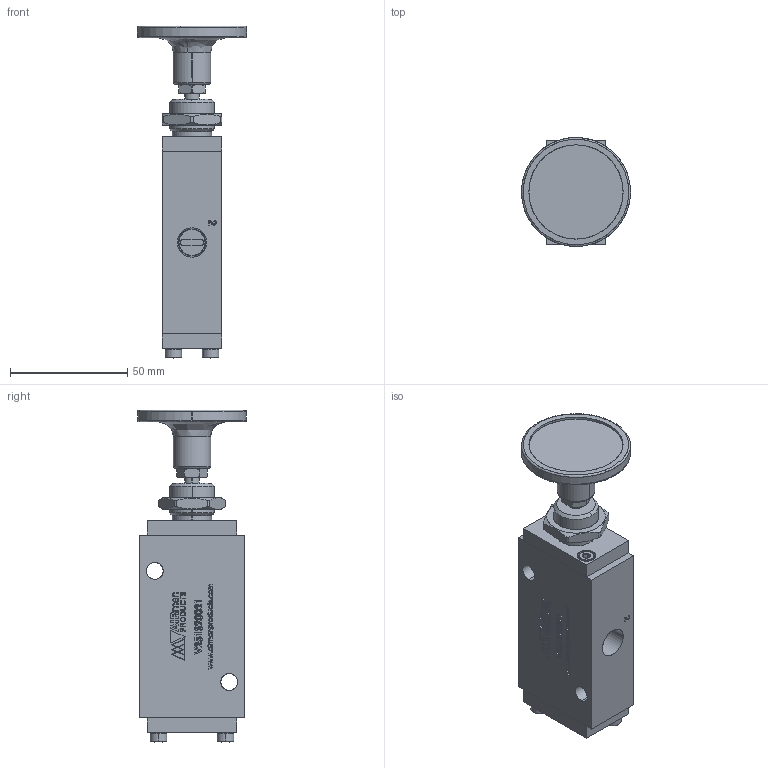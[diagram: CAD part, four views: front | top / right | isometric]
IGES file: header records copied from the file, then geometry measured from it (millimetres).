
Start section: SolidWorks IGES file using analytic representation for surfaces
Global section: file name: V251S20021-VALVE-.25-NPT-3-2-PPDET-VC.IGS; native system: SolidWorks 2018; preprocessor: SolidWorks 2018; author: engremote3; date: 210730.025638; units: inch
Bounding box: 46.48 x 46.47 x 141.5 mm (x, y, z)
Surface area: 24775.8 mm2 (no closed solid volume)
Topology: 0 solids, 0 shells, 1516 faces, 17105 edges, 17105 vertices
Faces by surface type: bspline 1392, revolution 124
